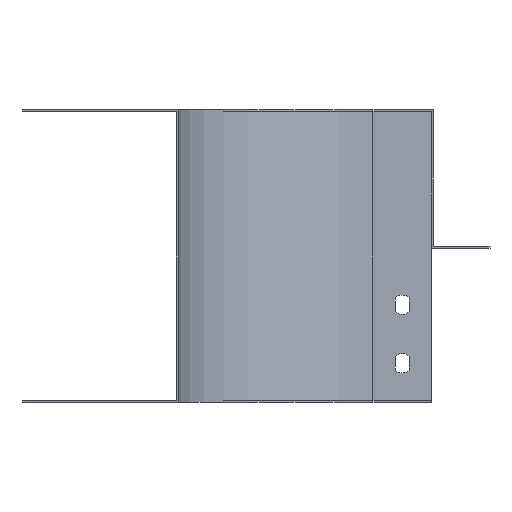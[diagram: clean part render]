
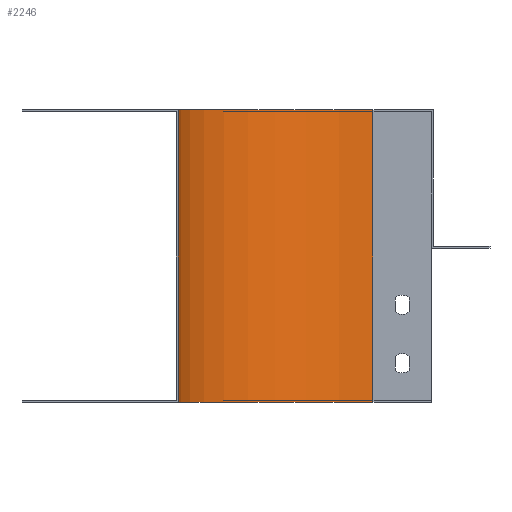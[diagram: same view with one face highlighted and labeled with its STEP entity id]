
A CAD part, left-side view. The second image highlights one B-rep face of the part: STEP entity #2246.
In plain terms, the highlighted cylindrical face has radius 100 mm (diameter 200 mm), a partial arc.
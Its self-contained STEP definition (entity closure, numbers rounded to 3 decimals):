
#306 = AXIS2_PLACEMENT_3D ( 'NONE', #2316, #2317, #2320 ) ;
#403 = CARTESIAN_POINT ( 'NONE',  ( -100., 130., -149. ) ) ;
#405 = CARTESIAN_POINT ( 'NONE',  ( -100., 130., 1. ) ) ;
#415 = CARTESIAN_POINT ( 'NONE',  ( 0., 30., 1. ) ) ;
#416 = CARTESIAN_POINT ( 'NONE',  ( 0., 30., -149. ) ) ;
#652 = DIRECTION ( 'NONE',  ( -1., 0., 0. ) ) ;
#653 = DIRECTION ( 'NONE',  ( 0., 0., -1. ) ) ;
#654 = CARTESIAN_POINT ( 'NONE',  ( -100., 30., 1. ) ) ;
#678 = DIRECTION ( 'NONE',  ( -1., 0., 0. ) ) ;
#679 = DIRECTION ( 'NONE',  ( 0., 0., -1. ) ) ;
#683 = CARTESIAN_POINT ( 'NONE',  ( -100., 30., -149. ) ) ;
#708 = DIRECTION ( 'NONE',  ( 0., 0., -1. ) ) ;
#719 = DIRECTION ( 'NONE',  ( 0., 0., -1. ) ) ;
#720 = CARTESIAN_POINT ( 'NONE',  ( -100., 130., 1. ) ) ;
#726 = CARTESIAN_POINT ( 'NONE',  ( 0., 30., 1. ) ) ;
#893 = EDGE_CURVE ( 'NONE', #1770, #1758, #2698, .T. ) ;
#1006 = LINE ( 'NONE', #726, #1012 ) ;
#1012 = VECTOR ( 'NONE', #708, 1000. ) ;
#1040 = CIRCLE ( 'NONE', #1834, 100. ) ;
#1288 = FACE_OUTER_BOUND ( 'NONE', #2009, .T. ) ;
#1378 = EDGE_CURVE ( 'NONE', #1769, #1770, #2749, .T. ) ;
#1384 = EDGE_CURVE ( 'NONE', #1760, #1758, #1006, .T. ) ;
#1404 = EDGE_CURVE ( 'NONE', #1769, #1760, #1040, .T. ) ;
#1758 = VERTEX_POINT ( 'NONE', #416 ) ;
#1760 = VERTEX_POINT ( 'NONE', #415 ) ;
#1769 = VERTEX_POINT ( 'NONE', #405 ) ;
#1770 = VERTEX_POINT ( 'NONE', #403 ) ;
#1834 = AXIS2_PLACEMENT_3D ( 'NONE', #654, #653, #652 ) ;
#1851 = AXIS2_PLACEMENT_3D ( 'NONE', #683, #679, #678 ) ;
#1952 = ORIENTED_EDGE ( 'NONE', *, *, #1404, .F. ) ;
#1953 = ORIENTED_EDGE ( 'NONE', *, *, #1384, .F. ) ;
#1954 = ORIENTED_EDGE ( 'NONE', *, *, #893, .T. ) ;
#1955 = ORIENTED_EDGE ( 'NONE', *, *, #1378, .T. ) ;
#2009 = EDGE_LOOP ( 'NONE', ( #1955, #1954, #1953, #1952 ) ) ;
#2100 = CYLINDRICAL_SURFACE ( 'NONE', #306, 100. ) ;
#2246 = ADVANCED_FACE ( 'NONE', ( #1288 ), #2100, .F. ) ;
#2316 = CARTESIAN_POINT ( 'NONE',  ( -100., 30., 1. ) ) ;
#2317 = DIRECTION ( 'NONE',  ( 0., 0., -1. ) ) ;
#2320 = DIRECTION ( 'NONE',  ( -1., 0., 0. ) ) ;
#2698 = CIRCLE ( 'NONE', #1851, 100. ) ;
#2749 = LINE ( 'NONE', #720, #2751 ) ;
#2751 = VECTOR ( 'NONE', #719, 1000. ) ;
